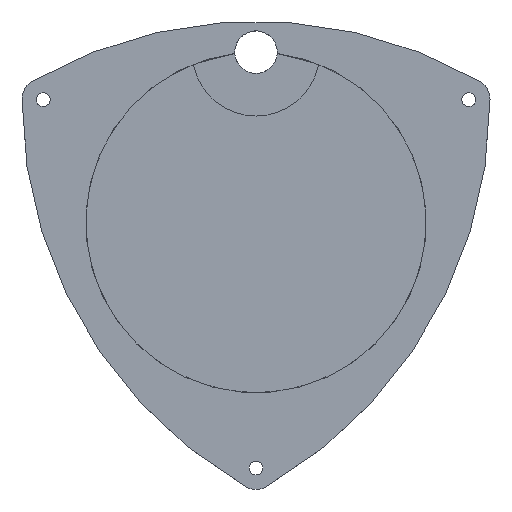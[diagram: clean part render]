
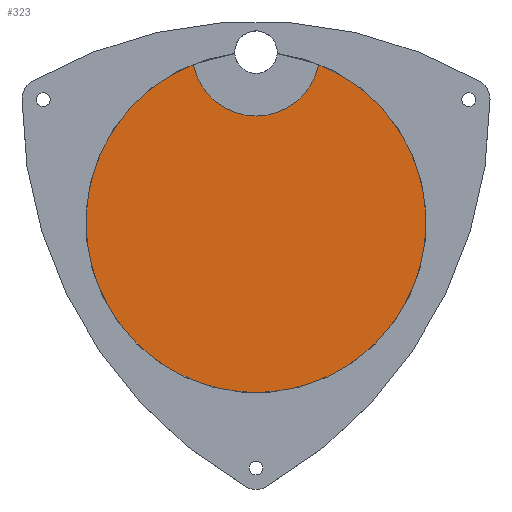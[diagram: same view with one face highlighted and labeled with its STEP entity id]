
A CAD part, top view. The second image highlights one B-rep face of the part: STEP entity #323.
In plain terms, the highlighted planar face has unit normal (0, 0, 1).
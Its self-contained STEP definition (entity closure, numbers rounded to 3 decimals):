
#231=CARTESIAN_POINT('',(36.836,93.022,11.0));
#232=VERTEX_POINT('',#231);
#233=CARTESIAN_POINT('',(-36.836,93.022,11.0));
#234=VERTEX_POINT('',#233);
#235=CARTESIAN_POINT('',(0.0,100.05,11.0));
#236=DIRECTION('',(0.0,0.0,-1.0));
#237=DIRECTION('',(-0.982,-0.187,0.0));
#238=AXIS2_PLACEMENT_3D('',#235,#236,#237);
#239=CIRCLE('',#238,37.5);
#240=EDGE_CURVE('',#232,#234,#239,.T.);
#302=CARTESIAN_POINT('',(0.0,0.0,11.0));
#303=DIRECTION('',(0.0,0.0,-1.0));
#304=DIRECTION('',(-1.0,0.0,0.0));
#305=AXIS2_PLACEMENT_3D('',#302,#303,#304);
#306=CIRCLE('',#305,100.05);
#307=EDGE_CURVE('',#232,#234,#306,.T.);
#314=CARTESIAN_POINT('',(0.,0.0,11.0));
#315=DIRECTION('',(0.0,0.0,1.0));
#316=DIRECTION('',(1.0,0.0,0.0));
#317=AXIS2_PLACEMENT_3D('',#314,#315,#316);
#318=PLANE('',#317);
#319=ORIENTED_EDGE('',*,*,#240,.T.);
#320=ORIENTED_EDGE('',*,*,#307,.F.);
#321=EDGE_LOOP('',(#319,#320));
#322=FACE_OUTER_BOUND('',#321,.T.);
#323=ADVANCED_FACE('',(#322),#318,.T.);
